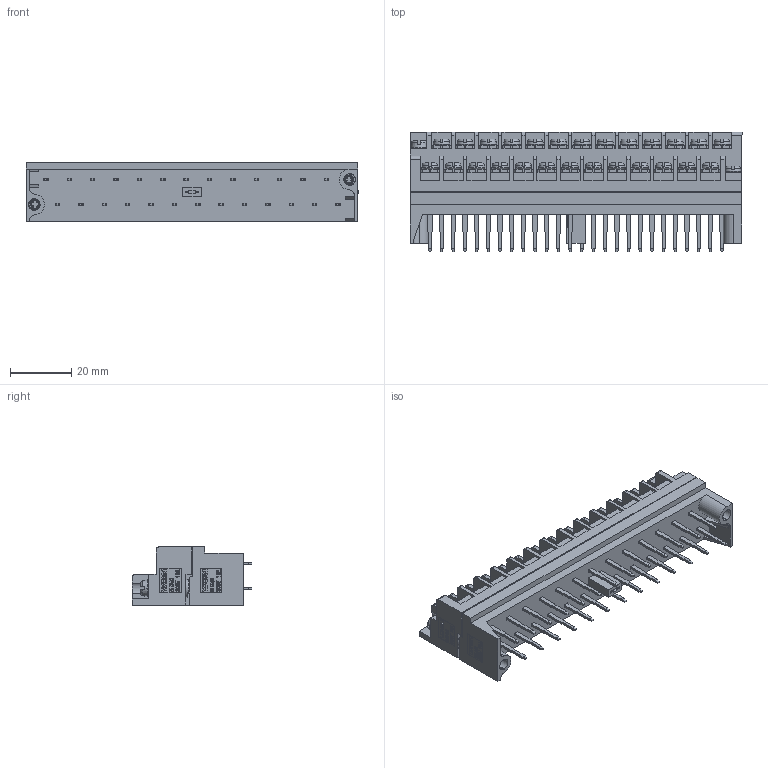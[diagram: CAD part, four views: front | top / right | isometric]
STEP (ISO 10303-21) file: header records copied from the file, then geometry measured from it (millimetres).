
FILE_DESCRIPTION( ('This file contains a STEP AP42 implementation' ,'as created by ZW3D STEP Interface translator.') ,'2;1' );
FILE_NAME( 'BH762-03-13-G-G0-S01.stp' ,'231115.1542 8', (''), ('ZWCAD Software Co.'), 'Version 1.0', 'ZW3D to STEP translator', '' );
FILE_SCHEMA(('AUTOMOTIVE_DESIGN { 1 0 10303 214 1 1 1 1 }'));
Length unit declared in the file: millimetre
Products named in the file (6): 0; BH762-03-13-G-G0-S01; MB030-2SNI01_ASM_8; MB030-2SNI01-BOARD_8; MB030-2SXX01-SCROW_8; NU030-3SXX01_8
Assembly tree (54 placements, depth 3):
  0
  BH762-03-13-G-G0-S01
    MB030-2SNI01_ASM_8  x26
      MB030-2SNI01-BOARD_8
      MB030-2SXX01-SCROW_8
    NU030-3SXX01_8  x26
Bounding box: 108.27 x 39 x 19 mm (x, y, z)
Volume: 3530.5 mm3; surface area: 40728.4 mm2
Topology: 182 solids, 210 shells, 5930 faces, 16030 edges, 10283 vertices
Faces by surface type: plane 4113, cylinder 888, bspline 436, cone 323, torus 170
Full cylindrical faces by diameter (mm): 0.702 x2, 1.5 x2, 3.8 x3, 4.2 x1, 6 x2
Entity records: 147355 total; most frequent: CARTESIAN_POINT 54541, ORIENTED_EDGE 21727, DIRECTION 13726, EDGE_CURVE 10830, VERTEX_POINT 6883, B_SPLINE_CURVE_WITH_KNOTS 5191, VECTOR 5016, LINE 5016
